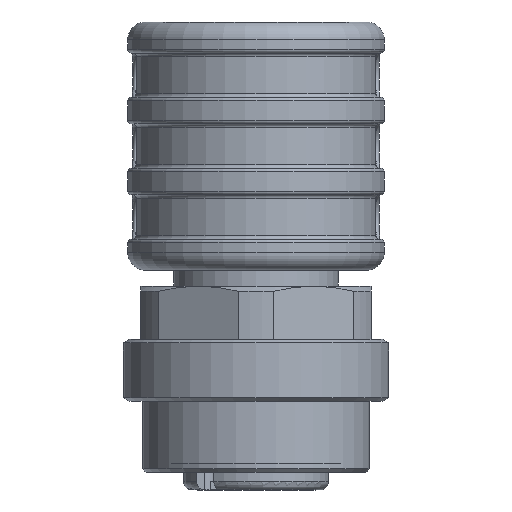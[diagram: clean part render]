
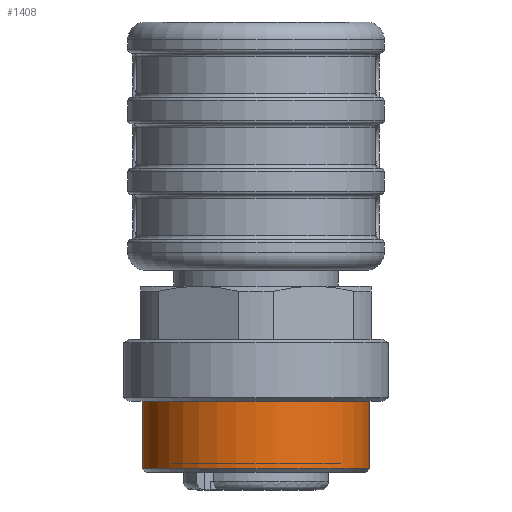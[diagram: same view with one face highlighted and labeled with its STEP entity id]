
A CAD part, left-side view. The second image highlights one B-rep face of the part: STEP entity #1408.
In plain terms, the highlighted cylindrical face has radius 6.4 mm (diameter 12.8 mm), a full revolution.
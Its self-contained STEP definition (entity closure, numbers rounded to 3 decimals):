
#1122=CYLINDRICAL_SURFACE('',#5290,6.4);
#1205=FACE_BOUND('',#2100,.T.);
#1206=FACE_BOUND('',#2101,.T.);
#1408=ADVANCED_FACE('',(#1205,#1206),#1122,.T.);
#2100=EDGE_LOOP('',(#2904));
#2101=EDGE_LOOP('',(#2905));
#2904=ORIENTED_EDGE('',*,*,#4422,.T.);
#2905=ORIENTED_EDGE('',*,*,#4423,.T.);
#3858=VERTEX_POINT('',#8128);
#3859=VERTEX_POINT('',#8130);
#4422=EDGE_CURVE('',#3858,#3858,#4927,.T.);
#4423=EDGE_CURVE('',#3859,#3859,#4928,.T.);
#4927=CIRCLE('',#5288,6.4);
#4928=CIRCLE('',#5289,6.4);
#5288=AXIS2_PLACEMENT_3D('',#8127,#6191,#6192);
#5289=AXIS2_PLACEMENT_3D('',#8129,#6193,#6194);
#5290=AXIS2_PLACEMENT_3D('',#8131,#6195,#6196);
#6191=DIRECTION('',(0.,0.,1.));
#6192=DIRECTION('',(1.,0.,0.));
#6193=DIRECTION('',(0.,0.,-1.));
#6194=DIRECTION('',(0.,1.,0.));
#6195=DIRECTION('',(0.,0.,-1.));
#6196=DIRECTION('',(0.,1.,0.));
#8127=CARTESIAN_POINT('',(60.,60.,-18.2));
#8128=CARTESIAN_POINT('',(66.4,60.,-18.2));
#8129=CARTESIAN_POINT('',(60.,60.,-14.4));
#8130=CARTESIAN_POINT('',(60.,66.4,-14.4));
#8131=CARTESIAN_POINT('',(60.,60.,-18.4));
